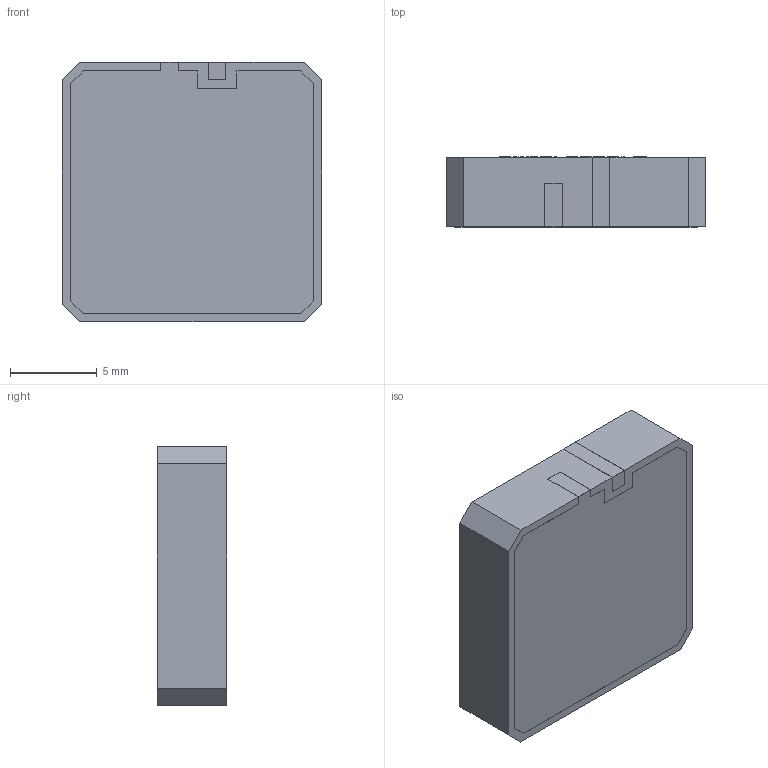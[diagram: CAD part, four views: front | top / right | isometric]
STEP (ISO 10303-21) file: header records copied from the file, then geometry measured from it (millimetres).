
FILE_DESCRIPTION (( 'STEP AP214' ), '1' );
FILE_NAME ('SWDP.2458.15.4.A.02.STEP', '2018-08-06T03:21:04', ( '' ), ( '' ), 'SwSTEP 2.0', 'SolidWorks 2017', '' );
FILE_SCHEMA (( 'AUTOMOTIVE_DESIGN' ));
Length unit declared in the file: millimetre
Products named in the file (1): SWDP.2458.15.4.A.02
Bounding box: 15 x 4.03 x 15.01 mm (x, y, z)
Volume: 895.6 mm3; surface area: 679.6 mm2
Topology: 1 solids, 1 shells, 350 faces, 946 edges, 626 vertices
Faces by surface type: plane 226, bspline 120, cylinder 4
Entity records: 14783 total; most frequent: CARTESIAN_POINT 6772, ORIENTED_EDGE 1892, DIRECTION 1173, EDGE_CURVE 946, VECTOR 695, LINE 695, VERTEX_POINT 626, EDGE_LOOP 378
